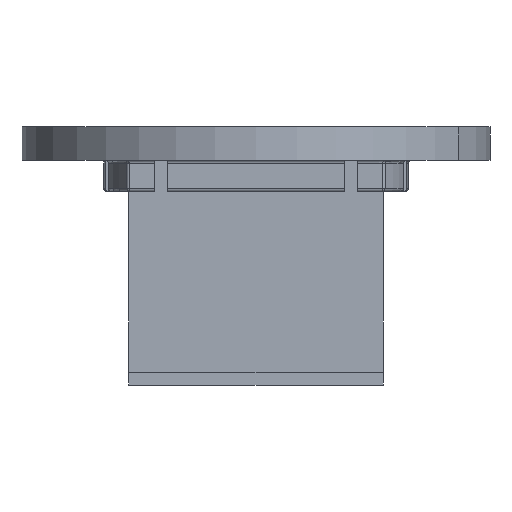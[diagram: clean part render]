
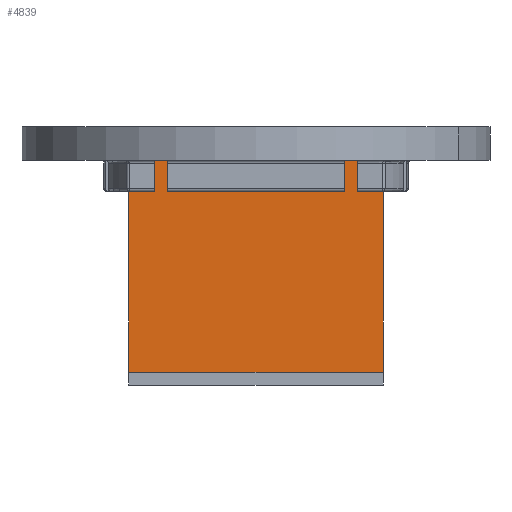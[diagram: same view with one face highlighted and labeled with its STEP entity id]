
A CAD part, front view. The second image highlights one B-rep face of the part: STEP entity #4839.
In plain terms, the highlighted planar face has unit normal (0, -1, 0).
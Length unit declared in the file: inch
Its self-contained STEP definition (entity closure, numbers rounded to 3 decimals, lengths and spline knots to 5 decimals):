
#27 = VECTOR ( 'NONE', #6343, 39.37008 ) ;
#94 = EDGE_CURVE ( 'NONE', #4652, #4614, #1640, .T. ) ;
#125 = DIRECTION ( 'NONE',  ( 1., 0., 0. ) ) ;
#141 = VERTEX_POINT ( 'NONE', #1217 ) ;
#213 = ORIENTED_EDGE ( 'NONE', *, *, #7346, .F. ) ;
#258 = VECTOR ( 'NONE', #4637, 39.37008 ) ;
#400 = CARTESIAN_POINT ( 'NONE',  ( -0.786, -0.486, -0.26 ) ) ;
#455 = ORIENTED_EDGE ( 'NONE', *, *, #3703, .F. ) ;
#469 = LINE ( 'NONE', #7402, #258 ) ;
#482 = LINE ( 'NONE', #5107, #3896 ) ;
#532 = CARTESIAN_POINT ( 'NONE',  ( -0.686, -0.486, -0.59738 ) ) ;
#674 = ORIENTED_EDGE ( 'NONE', *, *, #5218, .F. ) ;
#886 = LINE ( 'NONE', #5126, #1813 ) ;
#1065 = DIRECTION ( 'NONE',  ( 1., 0., 0. ) ) ;
#1093 = PLANE ( 'NONE',  #7337 ) ;
#1121 = VERTEX_POINT ( 'NONE', #1977 ) ;
#1133 = CARTESIAN_POINT ( 'NONE',  ( -0.986, -0.486, -0.5 ) ) ;
#1160 = VERTEX_POINT ( 'NONE', #2440 ) ;
#1217 = CARTESIAN_POINT ( 'NONE',  ( -0.986, -0.486, -0.5 ) ) ;
#1238 = ORIENTED_EDGE ( 'NONE', *, *, #94, .F. ) ;
#1306 = CARTESIAN_POINT ( 'NONE',  ( 0.786, -0.486, -0.5 ) ) ;
#1428 = CARTESIAN_POINT ( 'NONE',  ( -0.986, -0.486, -0.5 ) ) ;
#1431 = VECTOR ( 'NONE', #2880, 39.37008 ) ;
#1480 = VECTOR ( 'NONE', #7017, 39.37008 ) ;
#1584 = CARTESIAN_POINT ( 'NONE',  ( -0.786, -0.486, -0.26 ) ) ;
#1586 = ORIENTED_EDGE ( 'NONE', *, *, #6046, .F. ) ;
#1640 = LINE ( 'NONE', #400, #7359 ) ;
#1652 = LINE ( 'NONE', #4002, #27 ) ;
#1813 = VECTOR ( 'NONE', #5168, 39.37008 ) ;
#1873 = VERTEX_POINT ( 'NONE', #5759 ) ;
#1885 = DIRECTION ( 'NONE',  ( 0., 0., 1. ) ) ;
#1977 = CARTESIAN_POINT ( 'NONE',  ( -0.786, -0.486, -0.5 ) ) ;
#2363 = EDGE_CURVE ( 'NONE', #7178, #3355, #4817, .T. ) ;
#2381 = VERTEX_POINT ( 'NONE', #4272 ) ;
#2440 = CARTESIAN_POINT ( 'NONE',  ( -0.986, -0.486, -1.9 ) ) ;
#2546 = CARTESIAN_POINT ( 'NONE',  ( 0.986, -0.486, -1.9 ) ) ;
#2681 = CARTESIAN_POINT ( 'NONE',  ( -0.986, -0.486, -1.9 ) ) ;
#2716 = VERTEX_POINT ( 'NONE', #2546 ) ;
#2718 = EDGE_CURVE ( 'NONE', #5684, #1873, #5587, .T. ) ;
#2801 = DIRECTION ( 'NONE',  ( 1., 0., 0. ) ) ;
#2806 = EDGE_CURVE ( 'NONE', #2716, #1873, #469, .T. ) ;
#2856 = DIRECTION ( 'NONE',  ( 0., 0., -1. ) ) ;
#2880 = DIRECTION ( 'NONE',  ( 0., 0., -1. ) ) ;
#2898 = ORIENTED_EDGE ( 'NONE', *, *, #2363, .F. ) ;
#3116 = VERTEX_POINT ( 'NONE', #7235 ) ;
#3127 = DIRECTION ( 'NONE',  ( 1., 0., 0. ) ) ;
#3201 = ORIENTED_EDGE ( 'NONE', *, *, #2806, .T. ) ;
#3355 = VERTEX_POINT ( 'NONE', #5092 ) ;
#3435 = CARTESIAN_POINT ( 'NONE',  ( -0.986, -0.486, -1.9 ) ) ;
#3467 = ORIENTED_EDGE ( 'NONE', *, *, #2718, .F. ) ;
#3507 = CARTESIAN_POINT ( 'NONE',  ( -0.786, -0.486, -0.59738 ) ) ;
#3703 = EDGE_CURVE ( 'NONE', #1160, #141, #1652, .T. ) ;
#3800 = ORIENTED_EDGE ( 'NONE', *, *, #5130, .T. ) ;
#3896 = VECTOR ( 'NONE', #6175, 39.37008 ) ;
#4002 = CARTESIAN_POINT ( 'NONE',  ( -0.986, -0.486, -1.9 ) ) ;
#4156 = VECTOR ( 'NONE', #2801, 39.37008 ) ;
#4189 = ORIENTED_EDGE ( 'NONE', *, *, #5325, .F. ) ;
#4204 = DIRECTION ( 'NONE',  ( 0., 0., 1. ) ) ;
#4252 = LINE ( 'NONE', #4909, #5736 ) ;
#4272 = CARTESIAN_POINT ( 'NONE',  ( -0.686, -0.486, -0.5 ) ) ;
#4323 = VECTOR ( 'NONE', #3127, 39.37008 ) ;
#4506 = EDGE_LOOP ( 'NONE', ( #3467, #4189, #1586, #2898, #213, #674, #1238, #4923, #6835, #455, #3800, #3201 ) ) ;
#4614 = VERTEX_POINT ( 'NONE', #6242 ) ;
#4637 = DIRECTION ( 'NONE',  ( 0., 0., 1. ) ) ;
#4652 = VERTEX_POINT ( 'NONE', #1584 ) ;
#4659 = CARTESIAN_POINT ( 'NONE',  ( 0.686, -0.486, -0.5 ) ) ;
#4717 = EDGE_CURVE ( 'NONE', #141, #1121, #7515, .T. ) ;
#4817 = LINE ( 'NONE', #7160, #7260 ) ;
#4839 = ADVANCED_FACE ( 'NONE', ( #6358 ), #1093, .T. ) ;
#4909 = CARTESIAN_POINT ( 'NONE',  ( 0.786, -0.486, -0.26 ) ) ;
#4923 = ORIENTED_EDGE ( 'NONE', *, *, #5555, .F. ) ;
#5092 = CARTESIAN_POINT ( 'NONE',  ( 0.686, -0.486, -0.26 ) ) ;
#5107 = CARTESIAN_POINT ( 'NONE',  ( -0.986, -0.486, -0.5 ) ) ;
#5126 = CARTESIAN_POINT ( 'NONE',  ( 0.786, -0.486, -0.59738 ) ) ;
#5130 = EDGE_CURVE ( 'NONE', #1160, #2716, #6765, .T. ) ;
#5168 = DIRECTION ( 'NONE',  ( 0., 0., -1. ) ) ;
#5218 = EDGE_CURVE ( 'NONE', #4614, #2381, #5807, .T. ) ;
#5325 = EDGE_CURVE ( 'NONE', #3116, #5684, #886, .T. ) ;
#5555 = EDGE_CURVE ( 'NONE', #1121, #4652, #7625, .T. ) ;
#5587 = LINE ( 'NONE', #1428, #4323 ) ;
#5684 = VERTEX_POINT ( 'NONE', #1306 ) ;
#5736 = VECTOR ( 'NONE', #125, 39.37008 ) ;
#5759 = CARTESIAN_POINT ( 'NONE',  ( 0.986, -0.486, -0.5 ) ) ;
#5779 = DIRECTION ( 'NONE',  ( 0., -1., 0. ) ) ;
#5807 = LINE ( 'NONE', #532, #1431 ) ;
#6046 = EDGE_CURVE ( 'NONE', #3355, #3116, #4252, .T. ) ;
#6175 = DIRECTION ( 'NONE',  ( 1., 0., 0. ) ) ;
#6242 = CARTESIAN_POINT ( 'NONE',  ( -0.686, -0.486, -0.26 ) ) ;
#6343 = DIRECTION ( 'NONE',  ( 0., 0., 1. ) ) ;
#6358 = FACE_OUTER_BOUND ( 'NONE', #4506, .T. ) ;
#6696 = VECTOR ( 'NONE', #4204, 39.37008 ) ;
#6765 = LINE ( 'NONE', #2681, #4156 ) ;
#6835 = ORIENTED_EDGE ( 'NONE', *, *, #4717, .F. ) ;
#7017 = DIRECTION ( 'NONE',  ( 1., 0., 0. ) ) ;
#7160 = CARTESIAN_POINT ( 'NONE',  ( 0.686, -0.486, -0.59738 ) ) ;
#7178 = VERTEX_POINT ( 'NONE', #4659 ) ;
#7235 = CARTESIAN_POINT ( 'NONE',  ( 0.786, -0.486, -0.26 ) ) ;
#7260 = VECTOR ( 'NONE', #1885, 39.37008 ) ;
#7337 = AXIS2_PLACEMENT_3D ( 'NONE', #3435, #5779, #2856 ) ;
#7346 = EDGE_CURVE ( 'NONE', #2381, #7178, #482, .T. ) ;
#7359 = VECTOR ( 'NONE', #1065, 39.37008 ) ;
#7402 = CARTESIAN_POINT ( 'NONE',  ( 0.986, -0.486, -1.9 ) ) ;
#7515 = LINE ( 'NONE', #1133, #1480 ) ;
#7625 = LINE ( 'NONE', #3507, #6696 ) ;
